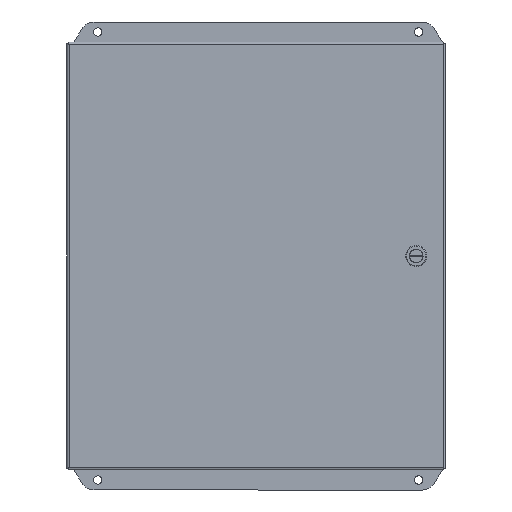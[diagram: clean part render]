
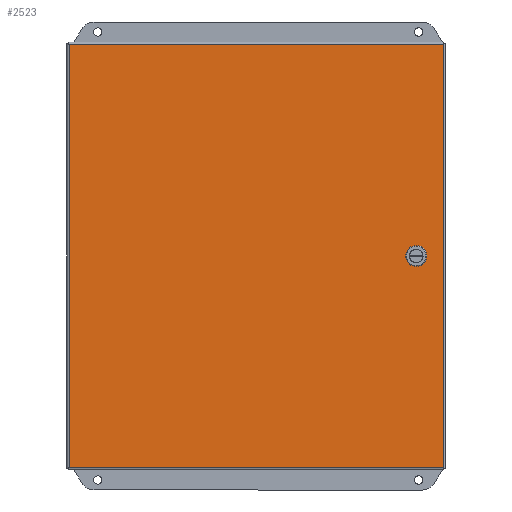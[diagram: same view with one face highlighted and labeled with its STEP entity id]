
A CAD part, front view. The second image highlights one B-rep face of the part: STEP entity #2523.
In plain terms, the highlighted planar face has unit normal (0, -1, 0).
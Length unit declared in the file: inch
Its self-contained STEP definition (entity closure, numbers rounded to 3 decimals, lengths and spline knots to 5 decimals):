
#106 = LINE ( 'NONE', #21839, #15802 ) ;
#129 = VERTEX_POINT ( 'NONE', #16384 ) ;
#343 = CARTESIAN_POINT ( 'NONE',  ( 5.83119, -8.61133, -0.331 ) ) ;
#415 = DIRECTION ( 'NONE',  ( 1., 0., 0. ) ) ;
#668 = EDGE_CURVE ( 'NONE', #2710, #8598, #11632, .T. ) ;
#1126 = VECTOR ( 'NONE', #11855, 39.37008 ) ;
#1173 = ORIENTED_EDGE ( 'NONE', *, *, #4011, .F. ) ;
#1195 = CARTESIAN_POINT ( 'NONE',  ( 5.57578, -8.61133, 0.07559 ) ) ;
#1803 = VERTEX_POINT ( 'NONE', #4098 ) ;
#2201 = ORIENTED_EDGE ( 'NONE', *, *, #17470, .F. ) ;
#2269 = PLANE ( 'NONE',  #20681 ) ;
#2319 = CARTESIAN_POINT ( 'NONE',  ( 6.23778, -8.61133, 0.07559 ) ) ;
#2397 = LINE ( 'NONE', #13439, #2919 ) ;
#2523 = ADVANCED_FACE ( 'NONE', ( #4167, #7615 ), #2269, .T. ) ;
#2607 = ORIENTED_EDGE ( 'NONE', *, *, #5333, .F. ) ;
#2710 = VERTEX_POINT ( 'NONE', #3306 ) ;
#2919 = VECTOR ( 'NONE', #15333, 39.37008 ) ;
#3259 = LINE ( 'NONE', #3503, #4184 ) ;
#3306 = CARTESIAN_POINT ( 'NONE',  ( 6.91278, -8.61133, 7.914 ) ) ;
#3503 = CARTESIAN_POINT ( 'NONE',  ( 5.98237, -8.61133, 0.331 ) ) ;
#3767 = VERTEX_POINT ( 'NONE', #14010 ) ;
#4011 = EDGE_CURVE ( 'NONE', #1803, #11857, #13294, .T. ) ;
#4098 = CARTESIAN_POINT ( 'NONE',  ( 5.57578, -8.61133, -0.07559 ) ) ;
#4160 = DIRECTION ( 'NONE',  ( -1., 0., 0. ) ) ;
#4167 = FACE_BOUND ( 'NONE', #17120, .T. ) ;
#4184 = VECTOR ( 'NONE', #16082, 39.37008 ) ;
#4588 = EDGE_CURVE ( 'NONE', #129, #22060, #3259, .T. ) ;
#4833 = EDGE_CURVE ( 'NONE', #13459, #7697, #16430, .T. ) ;
#5162 = CARTESIAN_POINT ( 'NONE',  ( -7.07322, -8.61133, -7.914 ) ) ;
#5205 = LINE ( 'NONE', #1195, #14360 ) ;
#5242 = CARTESIAN_POINT ( 'NONE',  ( 5.57578, -8.61133, -0.07559 ) ) ;
#5333 = EDGE_CURVE ( 'NONE', #19334, #3767, #5205, .T. ) ;
#5714 = CARTESIAN_POINT ( 'NONE',  ( 6.91278, -8.61133, -7.914 ) ) ;
#5951 = CARTESIAN_POINT ( 'NONE',  ( 5.98237, -8.61133, 0.331 ) ) ;
#5991 = ORIENTED_EDGE ( 'NONE', *, *, #4588, .F. ) ;
#6024 = EDGE_CURVE ( 'NONE', #6316, #129, #18590, .T. ) ;
#6121 = ORIENTED_EDGE ( 'NONE', *, *, #15885, .F. ) ;
#6316 = VERTEX_POINT ( 'NONE', #14978 ) ;
#6459 = EDGE_CURVE ( 'NONE', #7697, #2710, #2397, .T. ) ;
#6858 = ORIENTED_EDGE ( 'NONE', *, *, #668, .T. ) ;
#6962 = ORIENTED_EDGE ( 'NONE', *, *, #13843, .F. ) ;
#7223 = ORIENTED_EDGE ( 'NONE', *, *, #20397, .T. ) ;
#7357 = DIRECTION ( 'NONE',  ( -1., 0., 0. ) ) ;
#7615 = FACE_OUTER_BOUND ( 'NONE', #7805, .T. ) ;
#7697 = VERTEX_POINT ( 'NONE', #5714 ) ;
#7805 = EDGE_LOOP ( 'NONE', ( #14377, #6858, #7223, #21843 ) ) ;
#7969 = DIRECTION ( 'NONE',  ( 0., -1., 0. ) ) ;
#8304 = DIRECTION ( 'NONE',  ( 0., 0., -1. ) ) ;
#8598 = VERTEX_POINT ( 'NONE', #9213 ) ;
#9142 = CARTESIAN_POINT ( 'NONE',  ( 5.83119, -8.61133, 0.331 ) ) ;
#9213 = CARTESIAN_POINT ( 'NONE',  ( -7.07322, -8.61133, 7.914 ) ) ;
#10469 = DIRECTION ( 'NONE',  ( 1., 0., 0. ) ) ;
#10571 = VECTOR ( 'NONE', #10469, 39.37008 ) ;
#11287 = VERTEX_POINT ( 'NONE', #11313 ) ;
#11313 = CARTESIAN_POINT ( 'NONE',  ( 5.98237, -8.61133, -0.331 ) ) ;
#11447 = VECTOR ( 'NONE', #20547, 39.37008 ) ;
#11632 = LINE ( 'NONE', #20442, #20778 ) ;
#11855 = DIRECTION ( 'NONE',  ( 0.707, 0., 0.707 ) ) ;
#11857 = VERTEX_POINT ( 'NONE', #19906 ) ;
#11952 = CARTESIAN_POINT ( 'NONE',  ( 5.83119, -8.61133, 0.331 ) ) ;
#12359 = CARTESIAN_POINT ( 'NONE',  ( 5.98237, -8.61133, -0.331 ) ) ;
#12436 = DIRECTION ( 'NONE',  ( -0.707, 0., -0.707 ) ) ;
#13294 = LINE ( 'NONE', #343, #11447 ) ;
#13300 = VECTOR ( 'NONE', #7357, 39.37008 ) ;
#13439 = CARTESIAN_POINT ( 'NONE',  ( 6.91278, -8.61133, -7.914 ) ) ;
#13459 = VERTEX_POINT ( 'NONE', #5162 ) ;
#13843 = EDGE_CURVE ( 'NONE', #11857, #11287, #19489, .T. ) ;
#14010 = CARTESIAN_POINT ( 'NONE',  ( 5.57578, -8.61133, 0.07559 ) ) ;
#14075 = VECTOR ( 'NONE', #23158, 39.37008 ) ;
#14360 = VECTOR ( 'NONE', #12436, 39.37008 ) ;
#14377 = ORIENTED_EDGE ( 'NONE', *, *, #6459, .T. ) ;
#14540 = CARTESIAN_POINT ( 'NONE',  ( -7.07322, -8.61133, -7.914 ) ) ;
#14978 = CARTESIAN_POINT ( 'NONE',  ( 6.23778, -8.61133, -0.07559 ) ) ;
#14991 = VECTOR ( 'NONE', #16796, 39.37008 ) ;
#15333 = DIRECTION ( 'NONE',  ( 0., 0., 1. ) ) ;
#15802 = VECTOR ( 'NONE', #20062, 39.37008 ) ;
#15885 = EDGE_CURVE ( 'NONE', #11287, #6316, #20657, .T. ) ;
#16082 = DIRECTION ( 'NONE',  ( -0.707, 0., 0.707 ) ) ;
#16284 = ORIENTED_EDGE ( 'NONE', *, *, #6024, .F. ) ;
#16381 = LINE ( 'NONE', #9142, #13300 ) ;
#16384 = CARTESIAN_POINT ( 'NONE',  ( 6.23778, -8.61133, 0.07559 ) ) ;
#16430 = LINE ( 'NONE', #14540, #17442 ) ;
#16437 = ORIENTED_EDGE ( 'NONE', *, *, #23430, .F. ) ;
#16751 = CARTESIAN_POINT ( 'NONE',  ( -7.07322, -8.61133, -7.914 ) ) ;
#16796 = DIRECTION ( 'NONE',  ( 0., 0., 1. ) ) ;
#17120 = EDGE_LOOP ( 'NONE', ( #6962, #1173, #2201, #2607, #16437, #5991, #16284, #6121 ) ) ;
#17442 = VECTOR ( 'NONE', #415, 39.37008 ) ;
#17470 = EDGE_CURVE ( 'NONE', #3767, #1803, #19605, .T. ) ;
#18590 = LINE ( 'NONE', #2319, #14991 ) ;
#19334 = VERTEX_POINT ( 'NONE', #11952 ) ;
#19489 = LINE ( 'NONE', #12359, #10571 ) ;
#19605 = LINE ( 'NONE', #5242, #14075 ) ;
#19906 = CARTESIAN_POINT ( 'NONE',  ( 5.83119, -8.61133, -0.331 ) ) ;
#20062 = DIRECTION ( 'NONE',  ( 0., 0., -1. ) ) ;
#20397 = EDGE_CURVE ( 'NONE', #8598, #13459, #106, .T. ) ;
#20442 = CARTESIAN_POINT ( 'NONE',  ( -7.07322, -8.61133, 7.914 ) ) ;
#20547 = DIRECTION ( 'NONE',  ( 0.707, 0., -0.707 ) ) ;
#20551 = CARTESIAN_POINT ( 'NONE',  ( 6.23778, -8.61133, -0.07559 ) ) ;
#20657 = LINE ( 'NONE', #20551, #1126 ) ;
#20681 = AXIS2_PLACEMENT_3D ( 'NONE', #16751, #7969, #8304 ) ;
#20778 = VECTOR ( 'NONE', #4160, 39.37008 ) ;
#21839 = CARTESIAN_POINT ( 'NONE',  ( -7.07322, -8.61133, -7.914 ) ) ;
#21843 = ORIENTED_EDGE ( 'NONE', *, *, #4833, .T. ) ;
#22060 = VERTEX_POINT ( 'NONE', #5951 ) ;
#23158 = DIRECTION ( 'NONE',  ( 0., 0., -1. ) ) ;
#23430 = EDGE_CURVE ( 'NONE', #22060, #19334, #16381, .T. ) ;
